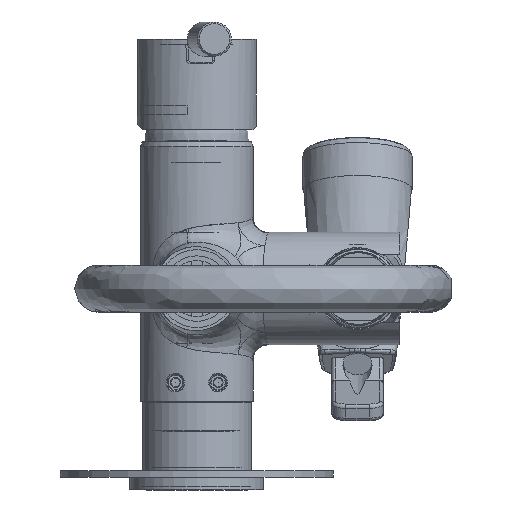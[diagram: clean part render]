
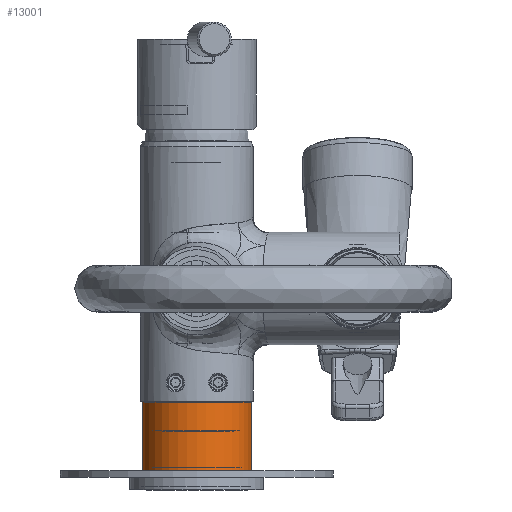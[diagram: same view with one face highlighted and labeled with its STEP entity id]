
A CAD part, front view. The second image highlights one B-rep face of the part: STEP entity #13001.
In plain terms, the highlighted cylindrical face has radius 16 mm (diameter 32 mm), a full revolution.
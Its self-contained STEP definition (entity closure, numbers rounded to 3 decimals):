
#222 = ORIENTED_EDGE ( 'NONE', *, *, #36922, .T. ) ;
#3885 = CYLINDRICAL_SURFACE ( 'NONE', #26493, 16. ) ;
#4507 = CARTESIAN_POINT ( 'NONE',  ( 0., 0., 9. ) ) ;
#10901 = VERTEX_POINT ( 'NONE', #31456 ) ;
#12633 = CARTESIAN_POINT ( 'NONE',  ( 0., 0., -16.75 ) ) ;
#13001 = ADVANCED_FACE ( 'NONE', ( #15830, #31494 ), #3885, .T. ) ;
#13085 = DIRECTION ( 'NONE',  ( 1., 0., 0. ) ) ;
#15830 = FACE_OUTER_BOUND ( 'NONE', #29865, .T. ) ;
#17300 = DIRECTION ( 'NONE',  ( 1., 0., 0. ) ) ;
#17947 = CARTESIAN_POINT ( 'NONE',  ( 16., 0., -16.75 ) ) ;
#23744 = AXIS2_PLACEMENT_3D ( 'NONE', #32209, #32462, #17300 ) ;
#24080 = ORIENTED_EDGE ( 'NONE', *, *, #30336, .T. ) ;
#24503 = EDGE_LOOP ( 'NONE', ( #222 ) ) ;
#26493 = AXIS2_PLACEMENT_3D ( 'NONE', #4507, #31240, #13085 ) ;
#27337 = AXIS2_PLACEMENT_3D ( 'NONE', #12633, #33309, #30651 ) ;
#29865 = EDGE_LOOP ( 'NONE', ( #24080 ) ) ;
#30336 = EDGE_CURVE ( 'NONE', #37993, #37993, #36864, .T. ) ;
#30651 = DIRECTION ( 'NONE',  ( 1., 0., 0. ) ) ;
#31240 = DIRECTION ( 'NONE',  ( 0., 0., -1. ) ) ;
#31456 = CARTESIAN_POINT ( 'NONE',  ( 16., 0., 8.75 ) ) ;
#31494 = FACE_OUTER_BOUND ( 'NONE', #24503, .T. ) ;
#32209 = CARTESIAN_POINT ( 'NONE',  ( 0., 0., 8.75 ) ) ;
#32462 = DIRECTION ( 'NONE',  ( 0., 0., -1. ) ) ;
#33309 = DIRECTION ( 'NONE',  ( 0., 0., 1. ) ) ;
#33531 = CIRCLE ( 'NONE', #23744, 16. ) ;
#36864 = CIRCLE ( 'NONE', #27337, 16. ) ;
#36922 = EDGE_CURVE ( 'NONE', #10901, #10901, #33531, .T. ) ;
#37993 = VERTEX_POINT ( 'NONE', #17947 ) ;
